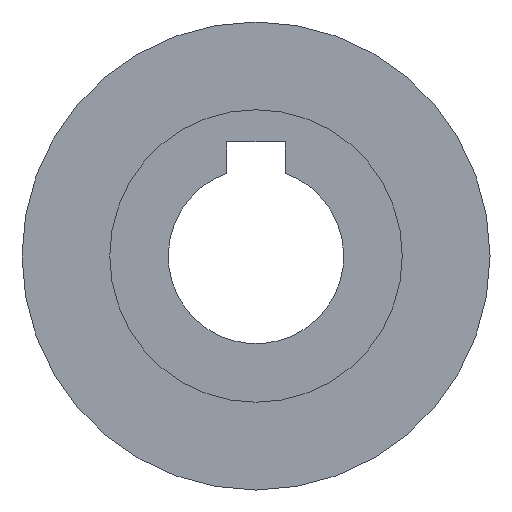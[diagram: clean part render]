
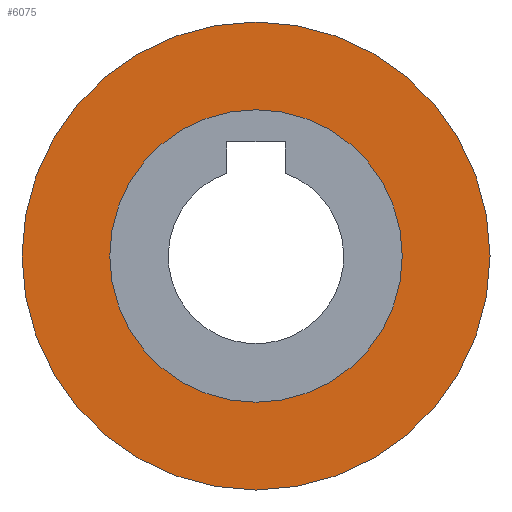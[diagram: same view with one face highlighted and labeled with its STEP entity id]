
A CAD part, front view. The second image highlights one B-rep face of the part: STEP entity #6075.
In plain terms, the highlighted planar face has unit normal (0, -1, 0).
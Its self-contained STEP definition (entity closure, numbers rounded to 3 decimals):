
#6012=CARTESIAN_POINT('',(10.0,7.9,0.));
#6013=VERTEX_POINT('',#6012);
#6014=CARTESIAN_POINT('',(0.,7.9,0.0));
#6015=DIRECTION('',(0.0,1.0,0.0));
#6016=DIRECTION('',(-1.0,0.0,0.0));
#6017=AXIS2_PLACEMENT_3D('',#6014,#6015,#6016);
#6018=CIRCLE('',#6017,10.0);
#6019=EDGE_CURVE('',#6013,#6013,#6018,.T.);
#6040=CARTESIAN_POINT('',(16.0,7.9,0.));
#6041=VERTEX_POINT('',#6040);
#6042=CARTESIAN_POINT('',(0.,7.9,0.0));
#6043=DIRECTION('',(0.0,-1.0,0.0));
#6044=DIRECTION('',(-1.0,0.0,0.0));
#6045=AXIS2_PLACEMENT_3D('',#6042,#6043,#6044);
#6046=CIRCLE('',#6045,16.0);
#6047=EDGE_CURVE('',#6041,#6041,#6046,.T.);
#6064=CARTESIAN_POINT('',(0.,7.9,0.0));
#6065=DIRECTION('',(0.0,-1.0,0.0));
#6066=DIRECTION('',(-1.0,0.0,0.0));
#6067=AXIS2_PLACEMENT_3D('',#6064,#6065,#6066);
#6068=PLANE('',#6067);
#6069=ORIENTED_EDGE('',*,*,#6047,.T.);
#6070=EDGE_LOOP('',(#6069));
#6071=FACE_OUTER_BOUND('',#6070,.T.);
#6072=ORIENTED_EDGE('',*,*,#6019,.T.);
#6073=EDGE_LOOP('',(#6072));
#6074=FACE_BOUND('',#6073,.T.);
#6075=ADVANCED_FACE('',(#6071,#6074),#6068,.T.);
